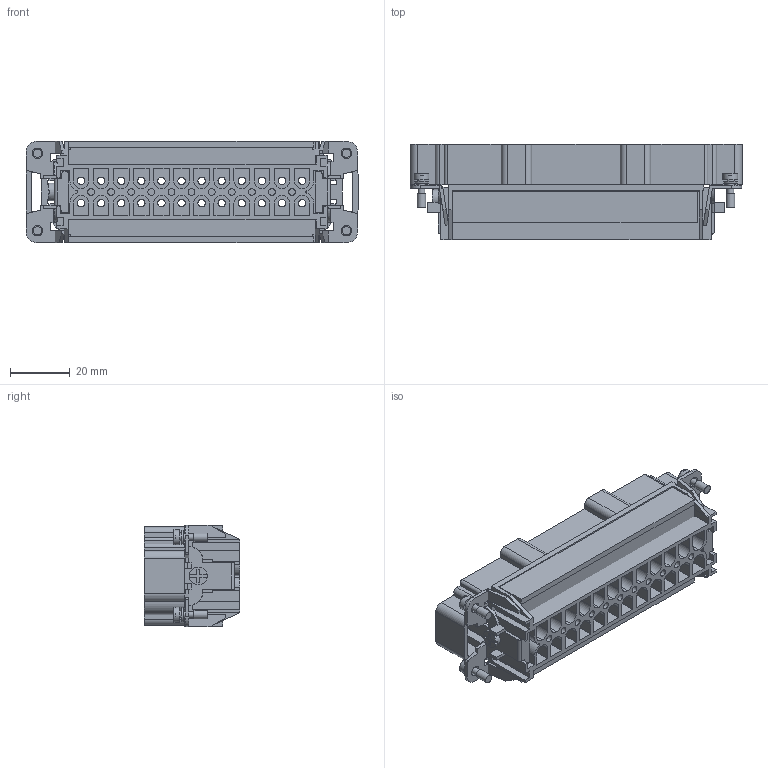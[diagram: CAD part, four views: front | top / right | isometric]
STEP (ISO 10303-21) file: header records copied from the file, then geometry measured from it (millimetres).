
FILE_DESCRIPTION (( 'STEP AP214' ), '1' );
FILE_NAME ('ZP-24B-24-MC-INSERT.STEP', '2011-11-18T21:13:10', ( '.ADC' ), ( 'ADC' ), 'SwSTEP 2.0', 'SolidWorks 2011', '' );
FILE_SCHEMA (( 'AUTOMOTIVE_DESIGN' ));
Length unit declared in the file: millimetre
Products named in the file (1): ZP-24B-24-MC-INSERT
Bounding box: 111.5 x 32 x 34 mm (x, y, z)
Volume: 43063.1 mm3; surface area: 49639.2 mm2
Topology: 9 solids, 9 shells, 893 faces, 2329 edges, 1559 vertices
Faces by surface type: plane 607, cylinder 258, cone 28
Full cylindrical faces by diameter (mm): 2.3 x11, 2.304 x8, 2.5 x72, 2.85 x4, 3 x2, 3.5 x4, 4.75 x12, 5 x4, 6 x1
Entity records: 35960 total; most frequent: CARTESIAN_POINT 6562, DIRECTION 4422, ORIENTED_EDGE 4258, EDGE_CURVE 2129, LINE 1524, VECTOR 1524, VERTEX_POINT 1505, AXIS2_PLACEMENT_3D 1449
